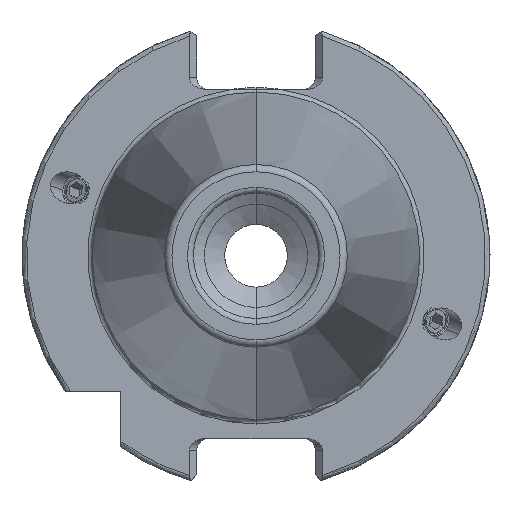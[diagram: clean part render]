
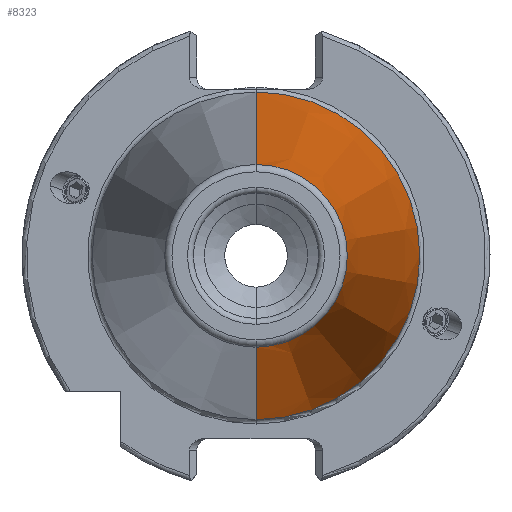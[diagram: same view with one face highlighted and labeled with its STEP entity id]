
A CAD part, left-side view. The second image highlights one B-rep face of the part: STEP entity #8323.
In plain terms, the highlighted conical face has half-angle 8.297 degrees and reference radius 22.225 mm.
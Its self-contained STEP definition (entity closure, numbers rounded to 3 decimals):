
#328 = VERTEX_POINT ( 'NONE', #7943 ) ;
#690 = AXIS2_PLACEMENT_3D ( 'NONE', #2300, #4377, #7647 ) ;
#1042 = FACE_OUTER_BOUND ( 'NONE', #3850, .T. ) ;
#1278 = EDGE_CURVE ( 'NONE', #328, #2709, #5559, .T. ) ;
#1384 = ORIENTED_EDGE ( 'NONE', *, *, #1278, .F. ) ;
#1456 = EDGE_CURVE ( 'NONE', #328, #3970, #2516, .T. ) ;
#1709 = CARTESIAN_POINT ( 'NONE',  ( -67.394, 0., 12.397 ) ) ;
#1769 = VERTEX_POINT ( 'NONE', #8473 ) ;
#2056 = AXIS2_PLACEMENT_3D ( 'NONE', #6406, #2411, #7059 ) ;
#2300 = CARTESIAN_POINT ( 'NONE',  ( 0., 0., 0. ) ) ;
#2411 = DIRECTION ( 'NONE',  ( -1., 0., 0. ) ) ;
#2516 = LINE ( 'NONE', #4120, #5858 ) ;
#2585 = ORIENTED_EDGE ( 'NONE', *, *, #7379, .T. ) ;
#2709 = VERTEX_POINT ( 'NONE', #1709 ) ;
#3057 = CARTESIAN_POINT ( 'NONE',  ( 0., 0., -22.225 ) ) ;
#3752 = EDGE_CURVE ( 'NONE', #2709, #1769, #7759, .T. ) ;
#3850 = EDGE_LOOP ( 'NONE', ( #5218, #1384, #6544, #2585 ) ) ;
#3970 = VERTEX_POINT ( 'NONE', #3057 ) ;
#4095 = DIRECTION ( 'NONE',  ( 0.99, 0., -0.144 ) ) ;
#4120 = CARTESIAN_POINT ( 'NONE',  ( 0., 0., -22.225 ) ) ;
#4377 = DIRECTION ( 'NONE',  ( 1., 0., 0. ) ) ;
#5218 = ORIENTED_EDGE ( 'NONE', *, *, #3752, .F. ) ;
#5559 = CIRCLE ( 'NONE', #7132, 12.397 ) ;
#5858 = VECTOR ( 'NONE', #4095, 1000. ) ;
#6112 = CIRCLE ( 'NONE', #2056, 22.225 ) ;
#6381 = DIRECTION ( 'NONE',  ( 0., 0., 1. ) ) ;
#6401 = DIRECTION ( 'NONE',  ( -1., 0., 0. ) ) ;
#6406 = CARTESIAN_POINT ( 'NONE',  ( 0., 0., 0. ) ) ;
#6544 = ORIENTED_EDGE ( 'NONE', *, *, #1456, .T. ) ;
#6682 = CARTESIAN_POINT ( 'NONE',  ( -67.394, 0., 0. ) ) ;
#6947 = DIRECTION ( 'NONE',  ( 0.99, 0., 0.144 ) ) ;
#6988 = CARTESIAN_POINT ( 'NONE',  ( 0., 0., 22.225 ) ) ;
#7059 = DIRECTION ( 'NONE',  ( 0., 0., 1. ) ) ;
#7132 = AXIS2_PLACEMENT_3D ( 'NONE', #6682, #6401, #6381 ) ;
#7379 = EDGE_CURVE ( 'NONE', #3970, #1769, #6112, .T. ) ;
#7556 = VECTOR ( 'NONE', #6947, 1000. ) ;
#7647 = DIRECTION ( 'NONE',  ( 0., 0., -1. ) ) ;
#7759 = LINE ( 'NONE', #6988, #7556 ) ;
#7915 = CONICAL_SURFACE ( 'NONE', #690, 22.225, 0.145 ) ;
#7943 = CARTESIAN_POINT ( 'NONE',  ( -67.394, 0., -12.397 ) ) ;
#8323 = ADVANCED_FACE ( 'NONE', ( #1042 ), #7915, .T. ) ;
#8473 = CARTESIAN_POINT ( 'NONE',  ( 0., 0., 22.225 ) ) ;
